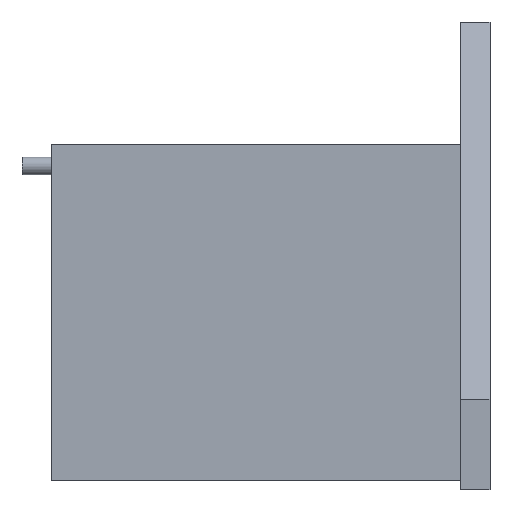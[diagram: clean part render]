
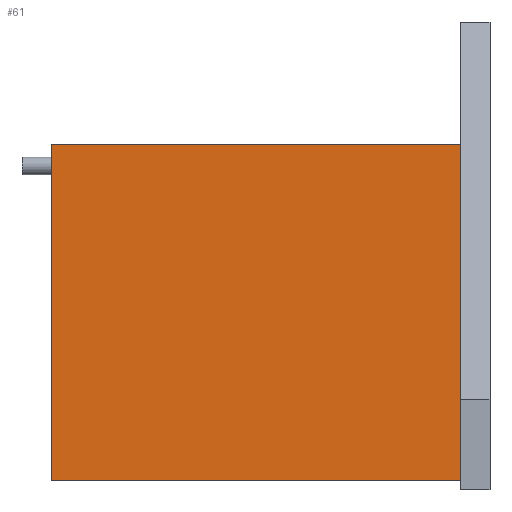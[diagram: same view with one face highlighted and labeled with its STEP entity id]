
A CAD part, left-side view. The second image highlights one B-rep face of the part: STEP entity #61.
In plain terms, the highlighted planar face has unit normal (-1, 0, 0).
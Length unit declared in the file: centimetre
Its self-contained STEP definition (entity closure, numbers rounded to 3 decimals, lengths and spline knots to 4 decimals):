
#12 = CARTESIAN_POINT ( 'NONE',  ( -1., 15., -5.0099 ) ) ;
#27 = DIRECTION ( 'NONE',  ( -1., 0., 0. ) ) ;
#35 = VERTEX_POINT ( 'NONE', #456 ) ;
#61 = ADVANCED_FACE ( 'NONE', ( #144 ), #141, .T. ) ;
#78 = EDGE_CURVE ( 'NONE', #35, #353, #497, .T. ) ;
#82 = DIRECTION ( 'NONE',  ( 0., 0., -1. ) ) ;
#94 = VECTOR ( 'NONE', #201, 100. ) ;
#105 = CARTESIAN_POINT ( 'NONE',  ( -1., 1., -5.0099 ) ) ;
#106 = ORIENTED_EDGE ( 'NONE', *, *, #78, .F. ) ;
#129 = VERTEX_POINT ( 'NONE', #105 ) ;
#134 = DIRECTION ( 'NONE',  ( 0., -1., 0. ) ) ;
#141 = PLANE ( 'NONE',  #186 ) ;
#144 = FACE_OUTER_BOUND ( 'NONE', #193, .T. ) ;
#146 = VECTOR ( 'NONE', #294, 100. ) ;
#186 = AXIS2_PLACEMENT_3D ( 'NONE', #376, #27, #338 ) ;
#193 = EDGE_LOOP ( 'NONE', ( #200, #106, #438, #434 ) ) ;
#200 = ORIENTED_EDGE ( 'NONE', *, *, #289, .F. ) ;
#201 = DIRECTION ( 'NONE',  ( 0., 0., -1. ) ) ;
#245 = EDGE_CURVE ( 'NONE', #287, #129, #335, .T. ) ;
#287 = VERTEX_POINT ( 'NONE', #440 ) ;
#289 = EDGE_CURVE ( 'NONE', #353, #129, #334, .T. ) ;
#294 = DIRECTION ( 'NONE',  ( 0., -1., 0. ) ) ;
#308 = CARTESIAN_POINT ( 'NONE',  ( -1., 15., 6.4956 ) ) ;
#331 = LINE ( 'NONE', #445, #94 ) ;
#334 = LINE ( 'NONE', #366, #342 ) ;
#335 = LINE ( 'NONE', #12, #146 ) ;
#336 = EDGE_CURVE ( 'NONE', #35, #287, #331, .T. ) ;
#338 = DIRECTION ( 'NONE',  ( 0., 0., 1. ) ) ;
#342 = VECTOR ( 'NONE', #82, 100. ) ;
#353 = VERTEX_POINT ( 'NONE', #375 ) ;
#366 = CARTESIAN_POINT ( 'NONE',  ( -1., 1., 0. ) ) ;
#375 = CARTESIAN_POINT ( 'NONE',  ( -1., 1., 6.4956 ) ) ;
#376 = CARTESIAN_POINT ( 'NONE',  ( -1., 15., 0. ) ) ;
#418 = VECTOR ( 'NONE', #134, 100. ) ;
#434 = ORIENTED_EDGE ( 'NONE', *, *, #245, .T. ) ;
#438 = ORIENTED_EDGE ( 'NONE', *, *, #336, .T. ) ;
#440 = CARTESIAN_POINT ( 'NONE',  ( -1., 15., -5.0099 ) ) ;
#445 = CARTESIAN_POINT ( 'NONE',  ( -1., 15., 0. ) ) ;
#456 = CARTESIAN_POINT ( 'NONE',  ( -1., 15., 6.4956 ) ) ;
#497 = LINE ( 'NONE', #308, #418 ) ;
